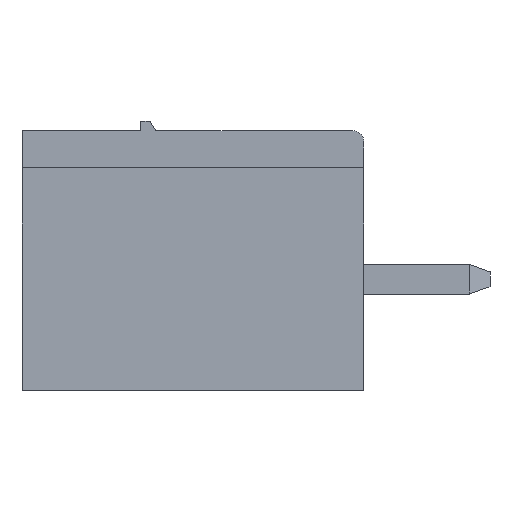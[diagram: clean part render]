
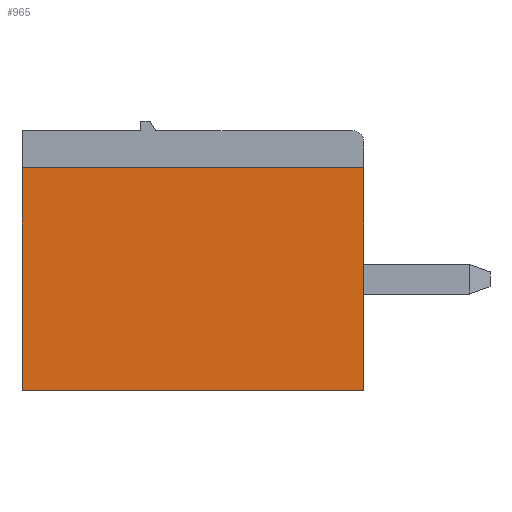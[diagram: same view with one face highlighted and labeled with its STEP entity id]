
A CAD part, left-side view. The second image highlights one B-rep face of the part: STEP entity #965.
In plain terms, the highlighted planar face has unit normal (-1, 0, 0).
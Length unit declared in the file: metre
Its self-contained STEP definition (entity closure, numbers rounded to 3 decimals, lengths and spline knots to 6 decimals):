
#965=ADVANCED_FACE('',(#2385),#2386,.F.);
#2385=FACE_OUTER_BOUND('',#4231,.T.);
#2386=PLANE('',#4232);
#4231=EDGE_LOOP('',(#7218,#7219,#7220,#7221));
#4232=AXIS2_PLACEMENT_3D('',#7222,#7223,#7224);
#7218=ORIENTED_EDGE('',*,*,#11699,.T.);
#7219=ORIENTED_EDGE('',*,*,#10752,.F.);
#7220=ORIENTED_EDGE('',*,*,#11700,.F.);
#7221=ORIENTED_EDGE('',*,*,#11387,.T.);
#7222=CARTESIAN_POINT('',(0.006035,0.,-0.00725));
#7223=DIRECTION('',(1.0,0.,0.));
#7224=DIRECTION('',(0.,0.,1.0));
#10752=EDGE_CURVE('',#12822,#12824,#12825,.T.);
#11387=EDGE_CURVE('',#13902,#13899,#13903,.T.);
#11699=EDGE_CURVE('',#13899,#12824,#14408,.T.);
#11700=EDGE_CURVE('',#13902,#12822,#14409,.T.);
#12822=VERTEX_POINT('',#15792);
#12824=VERTEX_POINT('',#15795);
#12825=LINE('',#15796,#15797);
#13899=VERTEX_POINT('',#17351);
#13902=VERTEX_POINT('',#17355);
#13903=LINE('',#17356,#17357);
#14408=LINE('',#18095,#18096);
#14409=LINE('',#18097,#18098);
#15792=CARTESIAN_POINT('',(0.006035,-0.0092,-0.00125));
#15795=CARTESIAN_POINT('',(0.006035,-0.0092,-0.00725));
#15796=CARTESIAN_POINT('',(0.006035,-0.0092,-0.00725));
#15797=VECTOR('',#19876,1.0);
#17351=CARTESIAN_POINT('',(0.006035,0.,-0.00725));
#17355=CARTESIAN_POINT('',(0.006035,0.,-0.00125));
#17356=CARTESIAN_POINT('',(0.006035,0.,-0.00725));
#17357=VECTOR('',#20493,1.0);
#18095=CARTESIAN_POINT('',(0.006035,0.,-0.00725));
#18096=VECTOR('',#20814,1.0);
#18097=CARTESIAN_POINT('',(0.006035,0.,-0.00125));
#18098=VECTOR('',#20815,1.0);
#19876=DIRECTION('',(0.,0.,-1.0));
#20493=DIRECTION('',(0.,0.,-1.0));
#20814=DIRECTION('',(0.,-1.0,0.));
#20815=DIRECTION('',(0.,-1.0,0.));
